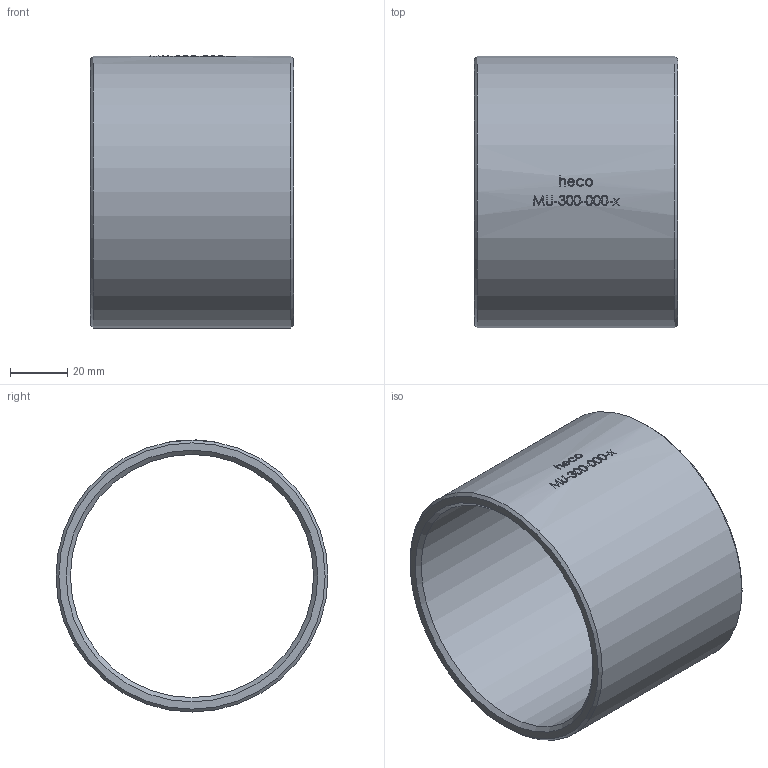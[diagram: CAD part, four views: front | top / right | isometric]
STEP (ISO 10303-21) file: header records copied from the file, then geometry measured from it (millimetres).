
FILE_DESCRIPTION (( 'STEP AP214' ), '1' );
FILE_NAME ('MU-300-000-x Muffe 2305.STEP', '2023-05-03T12:00:35', ( '' ), ( '' ), 'SwSTEP 2.0', 'SolidWorks 2019', '' );
FILE_SCHEMA (( 'AUTOMOTIVE_DESIGN' ));
Length unit declared in the file: millimetre
Products named in the file (1): MU-300-000-x Muffe 2305
Bounding box: 71 x 95 x 95.02 mm (x, y, z)
Volume: 100150.9 mm3; surface area: 42179 mm2
Topology: 1 solids, 1 shells, 191 faces, 494 edges, 328 vertices
Faces by surface type: bspline 101, plane 61, cylinder 25, cone 4
Full cylindrical faces by diameter (mm): 84.93 x1, 95 x1
Entity records: 11247 total; most frequent: CARTESIAN_POINT 5358, ORIENTED_EDGE 976, EDGE_CURVE 488, DIRECTION 470, VERTEX_POINT 328, B_SPLINE_CURVE_WITH_KNOTS 240, EDGE_LOOP 222, LINE 208
